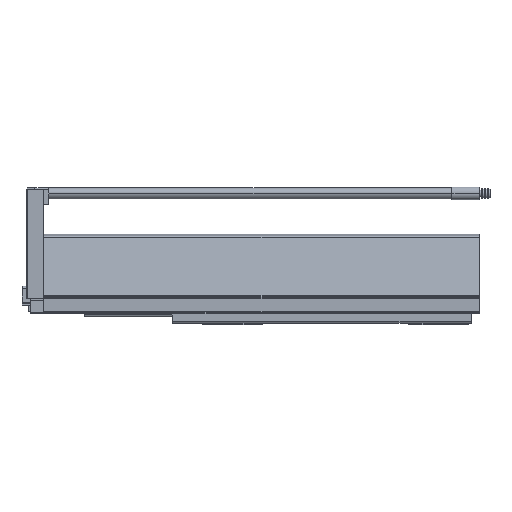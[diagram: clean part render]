
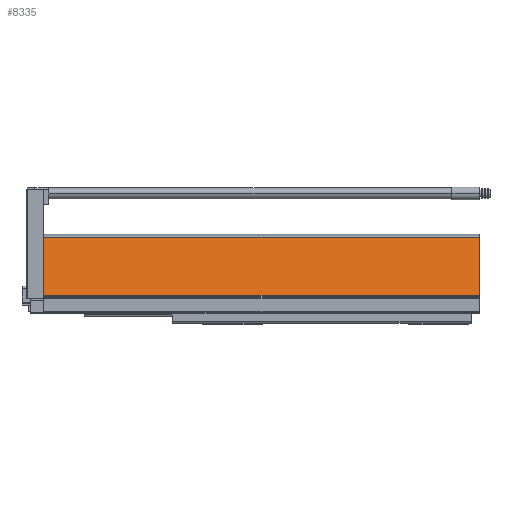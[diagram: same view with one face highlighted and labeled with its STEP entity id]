
A CAD part, top view. The second image highlights one B-rep face of the part: STEP entity #8335.
In plain terms, the highlighted planar face has unit normal (0, 0.208, 0.978).
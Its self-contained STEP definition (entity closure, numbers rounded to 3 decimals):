
#726 = DIRECTION ( 'NONE',  ( 1., 0., 0. ) ) ;
#1634 = LINE ( 'NONE', #5304, #6228 ) ;
#1656 = LINE ( 'NONE', #11601, #11492 ) ;
#1918 = DIRECTION ( 'NONE',  ( 0., -0.978, 0.208 ) ) ;
#2103 = DIRECTION ( 'NONE',  ( 0., 0.208, 0.978 ) ) ;
#2115 = VERTEX_POINT ( 'NONE', #9646 ) ;
#2372 = ORIENTED_EDGE ( 'NONE', *, *, #6743, .F. ) ;
#3376 = ORIENTED_EDGE ( 'NONE', *, *, #7732, .T. ) ;
#3591 = LINE ( 'NONE', #6368, #8508 ) ;
#3708 = AXIS2_PLACEMENT_3D ( 'NONE', #10367, #2103, #1918 ) ;
#3777 = LINE ( 'NONE', #9399, #10601 ) ;
#5026 = ORIENTED_EDGE ( 'NONE', *, *, #5592, .T. ) ;
#5304 = CARTESIAN_POINT ( 'NONE',  ( 0., 17.084, 34.466 ) ) ;
#5592 = EDGE_CURVE ( 'NONE', #11540, #2115, #1656, .T. ) ;
#5617 = CARTESIAN_POINT ( 'NONE',  ( 0., 17.084, 34.466 ) ) ;
#5712 = DIRECTION ( 'NONE',  ( 0., -0.978, 0.208 ) ) ;
#5752 = VERTEX_POINT ( 'NONE', #5617 ) ;
#5908 = ORIENTED_EDGE ( 'NONE', *, *, #6685, .F. ) ;
#6228 = VECTOR ( 'NONE', #726, 1000. ) ;
#6368 = CARTESIAN_POINT ( 'NONE',  ( -492., 80.422, 21.003 ) ) ;
#6685 = EDGE_CURVE ( 'NONE', #11540, #9251, #3591, .T. ) ;
#6743 = EDGE_CURVE ( 'NONE', #9251, #5752, #3777, .T. ) ;
#6952 = FACE_OUTER_BOUND ( 'NONE', #7467, .T. ) ;
#7467 = EDGE_LOOP ( 'NONE', ( #5908, #5026, #3376, #2372 ) ) ;
#7732 = EDGE_CURVE ( 'NONE', #2115, #5752, #1634, .T. ) ;
#8335 = ADVANCED_FACE ( 'NONE', ( #6952 ), #10621, .T. ) ;
#8508 = VECTOR ( 'NONE', #10061, 1000. ) ;
#9251 = VERTEX_POINT ( 'NONE', #11733 ) ;
#9399 = CARTESIAN_POINT ( 'NONE',  ( 0., 80.422, 21.003 ) ) ;
#9646 = CARTESIAN_POINT ( 'NONE',  ( -475.5, 17.084, 34.466 ) ) ;
#10061 = DIRECTION ( 'NONE',  ( 1., 0., 0. ) ) ;
#10367 = CARTESIAN_POINT ( 'NONE',  ( -492., 80.422, 21.003 ) ) ;
#10476 = DIRECTION ( 'NONE',  ( 0., -0.978, 0.208 ) ) ;
#10601 = VECTOR ( 'NONE', #5712, 1000. ) ;
#10621 = PLANE ( 'NONE',  #3708 ) ;
#11492 = VECTOR ( 'NONE', #10476, 1000. ) ;
#11540 = VERTEX_POINT ( 'NONE', #11872 ) ;
#11601 = CARTESIAN_POINT ( 'NONE',  ( -475.5, 80.422, 21.003 ) ) ;
#11733 = CARTESIAN_POINT ( 'NONE',  ( 0., 80.422, 21.003 ) ) ;
#11872 = CARTESIAN_POINT ( 'NONE',  ( -475.5, 80.422, 21.003 ) ) ;
